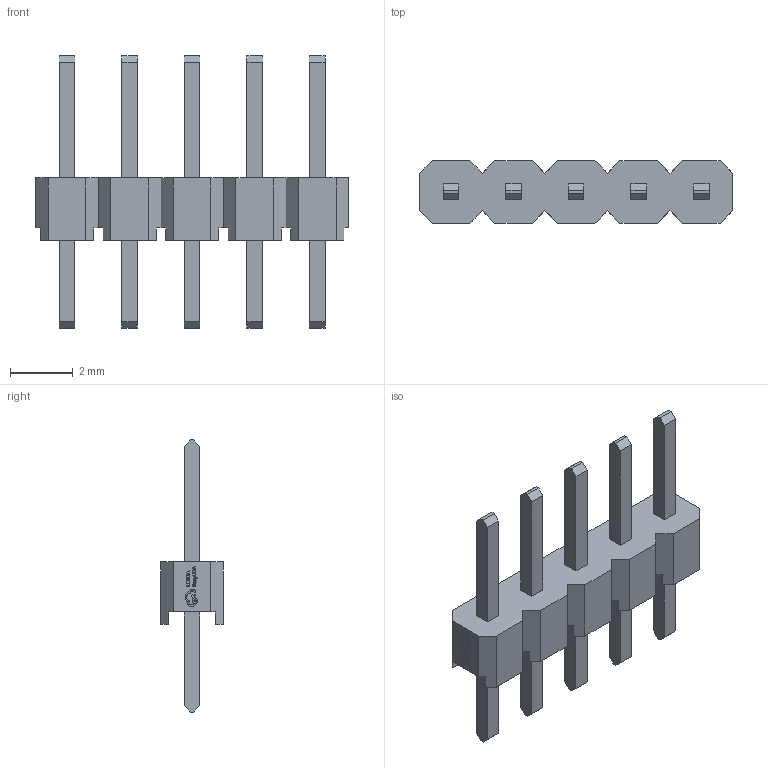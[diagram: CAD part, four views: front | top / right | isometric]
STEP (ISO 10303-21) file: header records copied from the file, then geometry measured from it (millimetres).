
FILE_DESCRIPTION (( 'STEP AP214' ), '1' );
FILE_NAME ('HDR-TH_5P-P2.00-M-LI-1X5P.step', '2022-07-02T12:41:46', ( '' ), ( '' ), 'SwSTEP 2.0', 'SolidWorks 2020', '' );
FILE_SCHEMA (( 'AUTOMOTIVE_DESIGN' ));
Length unit declared in the file: millimetre
Products named in the file (1): HDR-TH_5P-P2.00-M-LI-1X5P
Bounding box: 10.01 x 2 x 8.7 mm (x, y, z)
Volume: 39.6 mm3; surface area: 162.2 mm2
Topology: 1 solids, 1 shells, 408 faces, 1110 edges, 740 vertices
Faces by surface type: plane 294, bspline 114
Entity records: 17264 total; most frequent: CARTESIAN_POINT 4621, ORIENTED_EDGE 2220, DIRECTION 1468, EDGE_CURVE 1110, LINE 878, VECTOR 878, VERTEX_POINT 740, EDGE_LOOP 444
